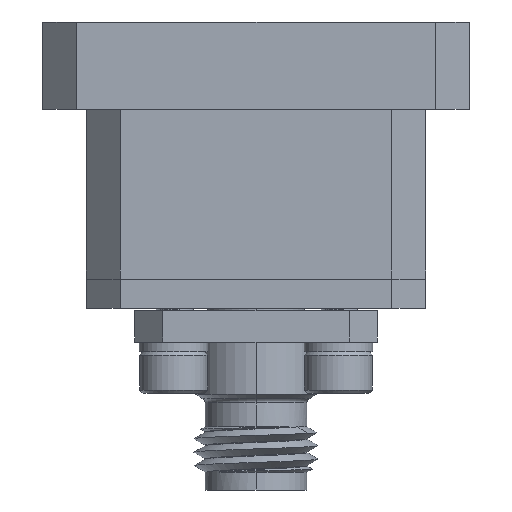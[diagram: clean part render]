
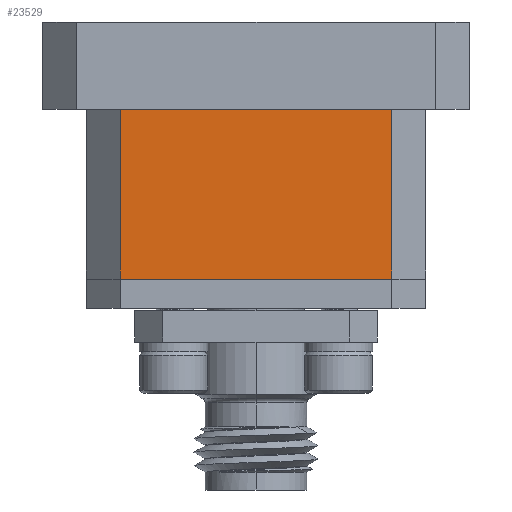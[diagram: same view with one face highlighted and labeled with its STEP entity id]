
A CAD part, front view. The second image highlights one B-rep face of the part: STEP entity #23529.
In plain terms, the highlighted planar face has unit normal (0, -1, 0).
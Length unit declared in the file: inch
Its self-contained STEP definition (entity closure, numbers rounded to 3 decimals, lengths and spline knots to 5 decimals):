
#130 = LINE ( 'NONE', #20115, #16769 ) ;
#1759 = EDGE_CURVE ( 'NONE', #9113, #27226, #7829, .T. ) ;
#3518 = DIRECTION ( 'NONE',  ( -1., 0., 0. ) ) ;
#3929 = CARTESIAN_POINT ( 'NONE',  ( -0.28, -0.25, 0. ) ) ;
#6095 = LINE ( 'NONE', #11451, #14767 ) ;
#6534 = CARTESIAN_POINT ( 'NONE',  ( -0.28, -0.25, -0.35 ) ) ;
#7629 = LINE ( 'NONE', #23224, #21908 ) ;
#7829 = LINE ( 'NONE', #17522, #10933 ) ;
#8202 = ORIENTED_EDGE ( 'NONE', *, *, #11616, .T. ) ;
#8293 = ORIENTED_EDGE ( 'NONE', *, *, #1759, .T. ) ;
#9000 = DIRECTION ( 'NONE',  ( -1., 0., 0. ) ) ;
#9113 = VERTEX_POINT ( 'NONE', #3929 ) ;
#10933 = VECTOR ( 'NONE', #26684, 39.37008 ) ;
#11451 = CARTESIAN_POINT ( 'NONE',  ( 0.28, -0.25, -0.35 ) ) ;
#11616 = EDGE_CURVE ( 'NONE', #22169, #9113, #7629, .T. ) ;
#14262 = DIRECTION ( 'NONE',  ( 0., 0., 1. ) ) ;
#14543 = DIRECTION ( 'NONE',  ( -1., 0., 0. ) ) ;
#14767 = VECTOR ( 'NONE', #14262, 39.37008 ) ;
#16769 = VECTOR ( 'NONE', #9000, 39.37008 ) ;
#16894 = EDGE_CURVE ( 'NONE', #22157, #22169, #6095, .T. ) ;
#17522 = CARTESIAN_POINT ( 'NONE',  ( -0.28, -0.25, -0.35 ) ) ;
#18748 = EDGE_CURVE ( 'NONE', #22157, #27226, #130, .T. ) ;
#18761 = CARTESIAN_POINT ( 'NONE',  ( 0.28, -0.25, 0. ) ) ;
#20111 = EDGE_LOOP ( 'NONE', ( #8202, #8293, #23306, #20950 ) ) ;
#20115 = CARTESIAN_POINT ( 'NONE',  ( -0.35, -0.25, -0.35 ) ) ;
#20950 = ORIENTED_EDGE ( 'NONE', *, *, #16894, .T. ) ;
#21908 = VECTOR ( 'NONE', #14543, 39.37008 ) ;
#22157 = VERTEX_POINT ( 'NONE', #25472 ) ;
#22169 = VERTEX_POINT ( 'NONE', #18761 ) ;
#23224 = CARTESIAN_POINT ( 'NONE',  ( -0.35, -0.25, 0. ) ) ;
#23306 = ORIENTED_EDGE ( 'NONE', *, *, #18748, .F. ) ;
#23529 = ADVANCED_FACE ( 'NONE', ( #26226 ), #23542, .F. ) ;
#23542 = PLANE ( 'NONE',  #25937 ) ;
#25370 = DIRECTION ( 'NONE',  ( 0., 1., 0. ) ) ;
#25472 = CARTESIAN_POINT ( 'NONE',  ( 0.28, -0.25, -0.35 ) ) ;
#25937 = AXIS2_PLACEMENT_3D ( 'NONE', #27952, #25370, #3518 ) ;
#26226 = FACE_OUTER_BOUND ( 'NONE', #20111, .T. ) ;
#26684 = DIRECTION ( 'NONE',  ( 0., 0., -1. ) ) ;
#27226 = VERTEX_POINT ( 'NONE', #6534 ) ;
#27952 = CARTESIAN_POINT ( 'NONE',  ( -0.35, -0.25, -0.35 ) ) ;
